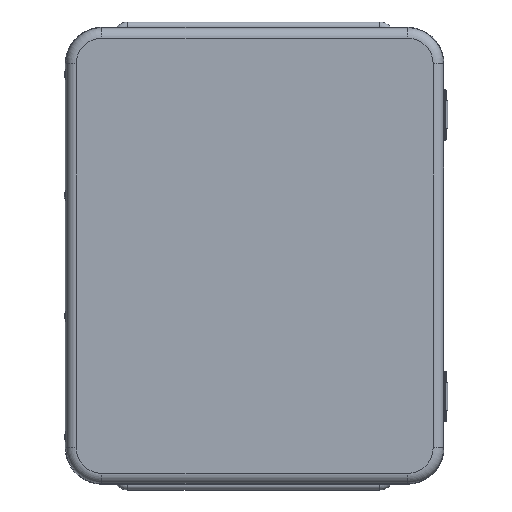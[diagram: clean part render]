
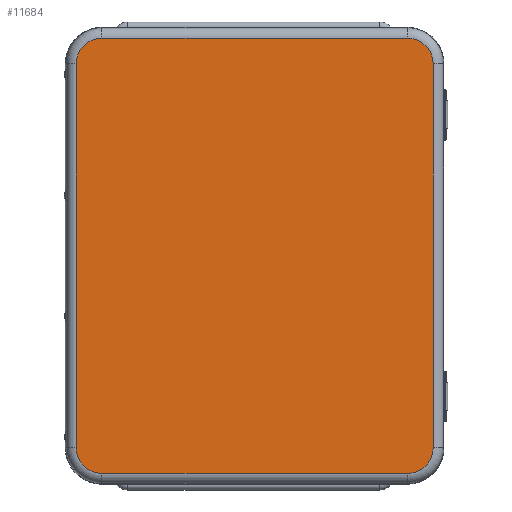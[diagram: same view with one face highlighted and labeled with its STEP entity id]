
A CAD part, top view. The second image highlights one B-rep face of the part: STEP entity #11684.
In plain terms, the highlighted planar face has unit normal (0, 0, 1).
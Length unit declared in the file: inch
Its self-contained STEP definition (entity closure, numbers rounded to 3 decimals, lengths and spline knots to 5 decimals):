
#900=LINE($,#20812,#1755);
#902=LINE($,#20832,#1757);
#905=LINE($,#20839,#1760);
#907=LINE($,#20854,#1762);
#1755=VECTOR($,#15724,7.593);
#1757=VECTOR($,#15748,9.538);
#1760=VECTOR($,#15755,9.538);
#1762=VECTOR($,#15775,7.593);
#2226=PLANE($,#12870);
#3442=FACE_OUTER_BOUND($,#4333,.T.);
#4333=EDGE_LOOP($,(#10125,#10126,#10127,#10128,#10129,#10130,#10131,#10132));
#5038=CIRCLE($,#12845,0.63801);
#5042=CIRCLE($,#12850,0.63801);
#5046=CIRCLE($,#12857,0.63801);
#5050=CIRCLE($,#12862,0.63801);
#6004=VERTEX_POINT($,#20809);
#6005=VERTEX_POINT($,#20811);
#6008=VERTEX_POINT($,#20818);
#6009=VERTEX_POINT($,#20823);
#6012=VERTEX_POINT($,#20830);
#6013=VERTEX_POINT($,#20835);
#6016=VERTEX_POINT($,#20842);
#6017=VERTEX_POINT($,#20847);
#7433=EDGE_CURVE($,#6004,#6005,#900,.T.);
#7437=EDGE_CURVE($,#6008,#6004,#5038,.T.);
#7441=EDGE_CURVE($,#6005,#6009,#5042,.T.);
#7443=EDGE_CURVE($,#6012,#6008,#902,.T.);
#7447=EDGE_CURVE($,#6009,#6013,#905,.T.);
#7449=EDGE_CURVE($,#6016,#6012,#5046,.T.);
#7453=EDGE_CURVE($,#6013,#6017,#5050,.T.);
#7455=EDGE_CURVE($,#6017,#6016,#907,.T.);
#10125=ORIENTED_EDGE($,*,*,#7433,.F.);
#10126=ORIENTED_EDGE($,*,*,#7437,.F.);
#10127=ORIENTED_EDGE($,*,*,#7443,.F.);
#10128=ORIENTED_EDGE($,*,*,#7449,.F.);
#10129=ORIENTED_EDGE($,*,*,#7455,.F.);
#10130=ORIENTED_EDGE($,*,*,#7453,.F.);
#10131=ORIENTED_EDGE($,*,*,#7447,.F.);
#10132=ORIENTED_EDGE($,*,*,#7441,.F.);
#11684=ADVANCED_FACE($,(#3442),#2226,.T.);
#12845=AXIS2_PLACEMENT_3D($,#20820,#15732,#15733);
#12850=AXIS2_PLACEMENT_3D($,#20827,#15742,#15743);
#12857=AXIS2_PLACEMENT_3D($,#20844,#15760,#15761);
#12862=AXIS2_PLACEMENT_3D($,#20851,#15770,#15771);
#12870=AXIS2_PLACEMENT_3D($,#20873,#15795,#15796);
#15724=DIRECTION($,(1.,0.,0.));
#15732=DIRECTION('center_axis',(0.,0.,-1.));
#15733=DIRECTION('ref_axis',(-0.707,0.707,0.));
#15742=DIRECTION('center_axis',(0.,0.,-1.));
#15743=DIRECTION('ref_axis',(0.707,0.707,0.));
#15748=DIRECTION($,(0.,1.,0.));
#15755=DIRECTION($,(0.,-1.,0.));
#15760=DIRECTION('center_axis',(0.,0.,-1.));
#15761=DIRECTION('ref_axis',(-0.707,-0.707,0.));
#15770=DIRECTION('center_axis',(0.,0.,-1.));
#15771=DIRECTION('ref_axis',(0.707,-0.707,0.));
#15775=DIRECTION($,(-1.,0.,0.));
#15795=DIRECTION('center_axis',(0.,0.,1.));
#15796=DIRECTION('ref_axis',(1.,0.,0.));
#20809=CARTESIAN_POINT('',(-3.7965,5.40701,0.765));
#20811=CARTESIAN_POINT('',(3.7965,5.40701,0.765));
#20812=CARTESIAN_POINT($,(-3.7965,5.40701,0.765));
#20818=CARTESIAN_POINT('',(-4.43451,4.769,0.765));
#20820=CARTESIAN_POINT('Origin',(-3.7965,4.769,0.765));
#20823=CARTESIAN_POINT('',(4.43451,4.769,0.765));
#20827=CARTESIAN_POINT('Origin',(3.7965,4.769,0.765));
#20830=CARTESIAN_POINT('',(-4.43451,-4.769,0.765));
#20832=CARTESIAN_POINT($,(-4.43451,-4.769,0.765));
#20835=CARTESIAN_POINT('',(4.43451,-4.769,0.765));
#20839=CARTESIAN_POINT($,(4.43451,4.769,0.765));
#20842=CARTESIAN_POINT('',(-3.7965,-5.40701,0.765));
#20844=CARTESIAN_POINT('Origin',(-3.7965,-4.769,0.765));
#20847=CARTESIAN_POINT('',(3.7965,-5.40701,0.765));
#20851=CARTESIAN_POINT('Origin',(3.7965,-4.769,0.765));
#20854=CARTESIAN_POINT($,(3.7965,-5.40701,0.765));
#20873=CARTESIAN_POINT('Origin',(0.,0.,0.765));
